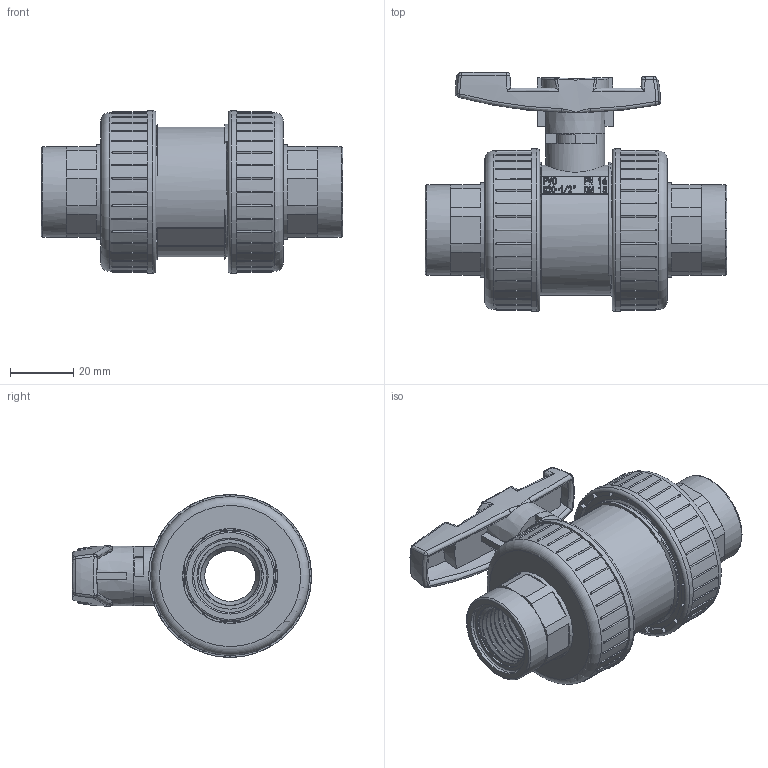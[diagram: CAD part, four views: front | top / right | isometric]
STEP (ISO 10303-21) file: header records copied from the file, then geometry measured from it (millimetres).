
FILE_DESCRIPTION(/* description */ (''),/* implementation_level */ '2;1');
FILE_NAME(/* name */ '20双由令球阀(内螺）.stp',/* time_stamp */ '2024-11-12T13:38:00+08:00',/* author */ (''),/* organization */ (''),/* preprocessor_version */ 'ST-DEVELOPER v16',/* originating_system */ 'SIEMENS PLM Software NX 10.0',/* authorisation */ '');
FILE_SCHEMA (('AUTOMOTIVE_DESIGN { 1 0 10303 214 3 1 1 1 }'));
Products named in the file (1): gelv0FB4C17Ct9hp
Bounding box: 95.11 x 75.44 x 51.39 mm (x, y, z)
Volume: 96702.4 mm3; surface area: 64811.3 mm2
Topology: 16 solids, 16 shells, 1127 faces, 3109 edges, 2006 vertices
Faces by surface type: plane 563, cylinder 227, extrusion 116, sphere 85, bspline 68, torus 59, cone 9
Full cylindrical faces by diameter (mm): 1.147 x1, 1.53 x1, 9.293 x4, 11.48 x3, 12.027 x1, 12.573 x2, 13.667 x1, 16 x2, 18.6 x2, 18.661 x1, 20.773 x1, 20.955 x18, 21.32 x2, 21.867 x2, 24 x2, 24.709 x3, 25.147 x1, 25.693 x3, 27.661 x3, 27.88 x1, 28.5 x2, 29.8 x2, 30 x2, 30.34 x1, 30.69 x3, 32.472 x3, 33.62 x1, 35.533 x1, 36.08 x2, 36.299 x1
Entity records: 48745 total; most frequent: CARTESIAN_POINT 22704, ORIENTED_EDGE 5534, DIRECTION 4865, EDGE_CURVE 2767, VERTEX_POINT 1867, AXIS2_PLACEMENT_3D 1720, VECTOR 1425, EDGE_LOOP 1316
